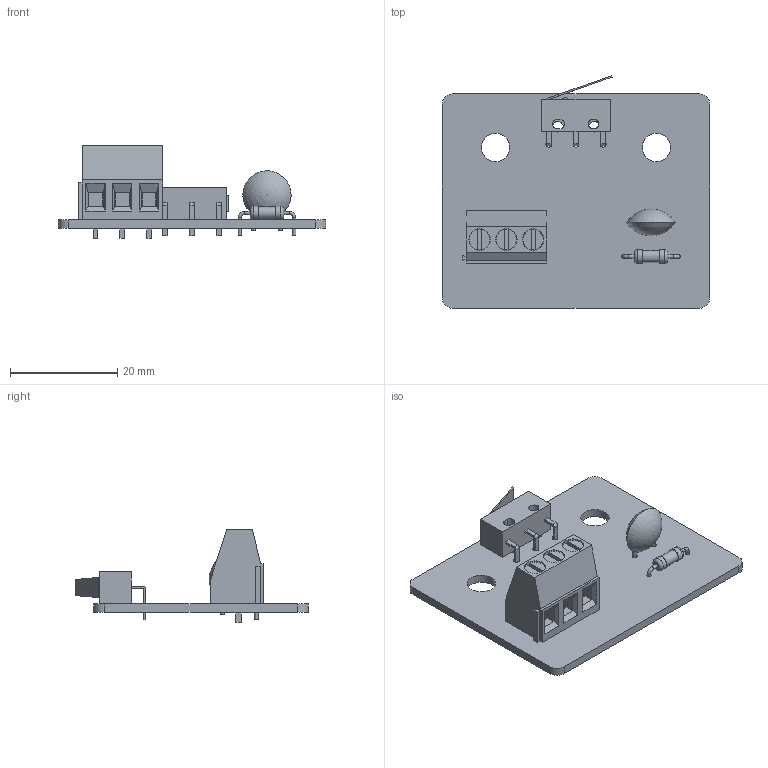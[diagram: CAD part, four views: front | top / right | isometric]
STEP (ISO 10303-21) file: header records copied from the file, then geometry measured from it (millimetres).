
FILE_DESCRIPTION(('KiCad electronic assembly'),'2;1');
FILE_NAME('switch_pcb-3D.step','2024-06-29T13:46:56',('Pcbnew'),('Kicad' ),'Open CASCADE STEP processor 7.6','KiCad to STEP converter', 'Unknown');
FILE_SCHEMA(('AUTOMOTIVE_DESIGN { 1 0 10303 214 1 1 1 1 }'));
Length unit declared in the file: millimetre
Products named in the file (10): switch_pcb-3D 1; TerminalBlock_Phoenix_MKDS-1,5-3_1x03_P5.00mm_Horizontal; TerminalBlock_Phoenix_MKDS_15_3_1x03_P500mm_Horizontal; C_Disc_D9.0mm_W5.0mm_P5.00mm; C_Disc_D90mm_W50mm_P500mm; D2F-01L-A-3DModel; D2F_01L_A; R_Axial_DIN0207_L6.3mm_D2.5mm_P10.16mm_Horizontal; R_Axial_DIN0207_L63mm_D25mm_P1016mm_Horizontal; kibot_zgcwgjva_PCB
Assembly tree (9 placements, depth 3):
  switch_pcb-3D 1
    TerminalBlock_Phoenix_MKDS-1,5-3_1x03_P5.00mm_Horizontal
      TerminalBlock_Phoenix_MKDS_15_3_1x03_P500mm_Horizontal
    C_Disc_D9.0mm_W5.0mm_P5.00mm
      C_Disc_D90mm_W50mm_P500mm
    D2F-01L-A-3DModel
      D2F_01L_A
    R_Axial_DIN0207_L6.3mm_D2.5mm_P10.16mm_Horizontal
      R_Axial_DIN0207_L63mm_D25mm_P1016mm_Horizontal
    kibot_zgcwgjva_PCB
Bounding box: 50 x 43.38 x 17.3 mm (x, y, z)
Volume: 5226.9 mm3; surface area: 7021.4 mm2
Topology: 6 solids, 6 shells, 223 faces, 554 edges, 355 vertices
Faces by surface type: plane 121, bspline 63, cylinder 33, torus 4, sphere 2
Full cylindrical faces by diameter (mm): 0.6 x4, 0.7 x2, 0.8 x2, 1 x2, 1.1 x3, 1.3 x3, 2 x2, 2.25 x1, 2.5 x2, 3.8 x3, 4 x3, 5.3 x2
Entity records: 7896 total; most frequent: CARTESIAN_POINT 1728, ORIENTED_EDGE 1104, DIRECTION 868, EDGE_CURVE 552, VERTEX_POINT 355, AXIS2_PLACEMENT_3D 293, LINE 282, VECTOR 282
